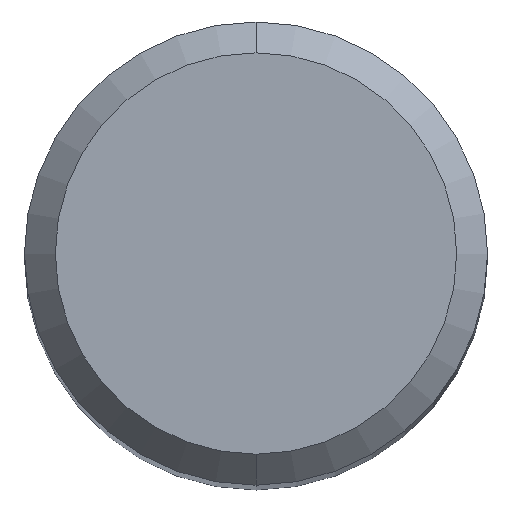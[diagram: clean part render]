
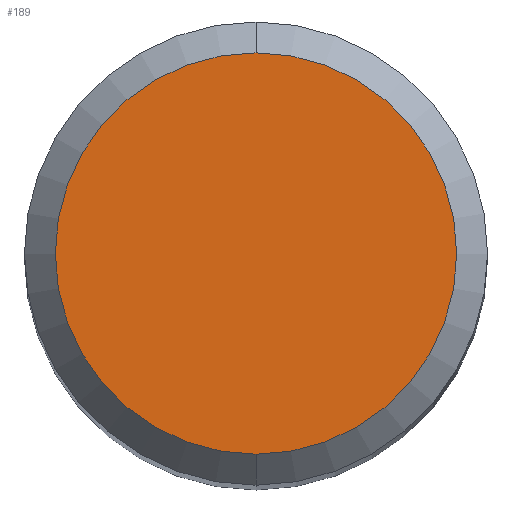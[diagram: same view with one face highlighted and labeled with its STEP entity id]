
A CAD part, top view. The second image highlights one B-rep face of the part: STEP entity #189.
In plain terms, the highlighted planar face has unit normal (0, 0, 1).
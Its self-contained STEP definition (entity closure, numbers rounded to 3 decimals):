
#115=EDGE_CURVE('',#139,#117,#267,.T.);
#117=VERTEX_POINT('',#269);
#121=EDGE_CURVE('',#117,#139,#273,.T.);
#139=VERTEX_POINT('',#294);
#189=ADVANCED_FACE('',(#351),#352,.T.);
#267=CIRCLE('',#433,2.6);
#269=CARTESIAN_POINT('',(0.0,2.6,0.0));
#273=CIRCLE('',#441,2.6);
#294=CARTESIAN_POINT('',(0.,-2.6,0.0));
#351=FACE_OUTER_BOUND('',#541,.T.);
#352=PLANE('',#542);
#433=AXIS2_PLACEMENT_3D('',#619,#620,#621);
#441=AXIS2_PLACEMENT_3D('',#625,#626,#627);
#541=EDGE_LOOP('',(#734,#735));
#542=AXIS2_PLACEMENT_3D('',#736,#737,#738);
#619=CARTESIAN_POINT('',(0.0,0.0,0.0));
#620=DIRECTION('',(0.0,0.0,-1.0));
#621=DIRECTION('',(0.0,1.0,0.0));
#625=CARTESIAN_POINT('',(0.0,0.0,0.0));
#626=DIRECTION('',(0.0,0.0,-1.0));
#627=DIRECTION('',(0.0,1.0,0.0));
#734=ORIENTED_EDGE('',*,*,#121,.F.);
#735=ORIENTED_EDGE('',*,*,#115,.F.);
#736=CARTESIAN_POINT('',(0.0,1.3,0.0));
#737=DIRECTION('',(-0.0,0.0,1.0));
#738=DIRECTION('',(0.0,-1.0,0.0));
